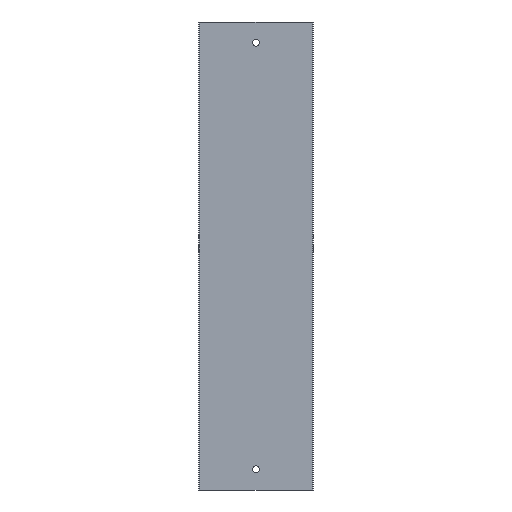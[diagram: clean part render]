
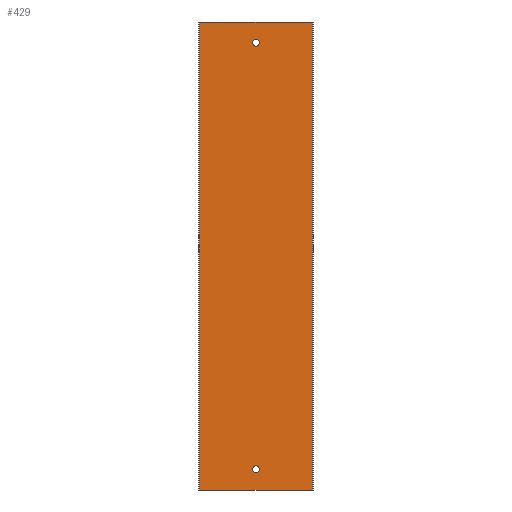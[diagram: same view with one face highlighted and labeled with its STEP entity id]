
A CAD part, front view. The second image highlights one B-rep face of the part: STEP entity #429.
In plain terms, the highlighted planar face has unit normal (0, -1, 0).
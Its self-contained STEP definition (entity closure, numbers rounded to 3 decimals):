
#6 = ORIENTED_EDGE ( 'NONE', *, *, #267, .T. ) ;
#19 = ORIENTED_EDGE ( 'NONE', *, *, #263, .T. ) ;
#22 = LINE ( 'NONE', #117, #29 ) ;
#25 = CIRCLE ( 'NONE', #260, 2.5 ) ;
#26 = LINE ( 'NONE', #116, #27 ) ;
#27 = VECTOR ( 'NONE', #115, 1000. ) ;
#29 = VECTOR ( 'NONE', #118, 1000. ) ;
#31 = LINE ( 'NONE', #120, #33 ) ;
#32 = CIRCLE ( 'NONE', #259, 2.5 ) ;
#33 = VECTOR ( 'NONE', #130, 1000. ) ;
#55 = DIRECTION ( 'NONE',  ( 0., 0., -1. ) ) ;
#67 = CARTESIAN_POINT ( 'NONE',  ( -41., 0., 0. ) ) ;
#68 = CARTESIAN_POINT ( 'NONE',  ( -41., 0., 340. ) ) ;
#69 = CARTESIAN_POINT ( 'NONE',  ( 41., 0., 0. ) ) ;
#74 = CARTESIAN_POINT ( 'NONE',  ( 41., 0., 340. ) ) ;
#92 = DIRECTION ( 'NONE',  ( 0., 1., 0. ) ) ;
#95 = CARTESIAN_POINT ( 'NONE',  ( -41., 0., 340. ) ) ;
#97 = PLANE ( 'NONE',  #252 ) ;
#99 = DIRECTION ( 'NONE',  ( 0., 0., 1. ) ) ;
#115 = DIRECTION ( 'NONE',  ( 1., 0., 0. ) ) ;
#116 = CARTESIAN_POINT ( 'NONE',  ( -41., 0., 340. ) ) ;
#117 = CARTESIAN_POINT ( 'NONE',  ( -41., 0., 0. ) ) ;
#118 = DIRECTION ( 'NONE',  ( 1., 0., 0. ) ) ;
#120 = CARTESIAN_POINT ( 'NONE',  ( -41., 0., 340. ) ) ;
#122 = CARTESIAN_POINT ( 'NONE',  ( 0., 0., 15. ) ) ;
#123 = DIRECTION ( 'NONE',  ( 0., -1., 0. ) ) ;
#124 = DIRECTION ( 'NONE',  ( 0., 0., 1. ) ) ;
#125 = CARTESIAN_POINT ( 'NONE',  ( 0., 0., 325. ) ) ;
#126 = DIRECTION ( 'NONE',  ( 0., -1., 0. ) ) ;
#127 = DIRECTION ( 'NONE',  ( 0., 0., 1. ) ) ;
#130 = DIRECTION ( 'NONE',  ( 0., 0., -1. ) ) ;
#147 = CARTESIAN_POINT ( 'NONE',  ( 41., 0., 340. ) ) ;
#201 = CARTESIAN_POINT ( 'NONE',  ( 0., 0., 327.5 ) ) ;
#202 = CARTESIAN_POINT ( 'NONE',  ( 0., 0., 17.5 ) ) ;
#252 = AXIS2_PLACEMENT_3D ( 'NONE', #95, #92, #99 ) ;
#259 = AXIS2_PLACEMENT_3D ( 'NONE', #125, #126, #127 ) ;
#260 = AXIS2_PLACEMENT_3D ( 'NONE', #122, #123, #124 ) ;
#262 = EDGE_CURVE ( 'NONE', #332, #342, #26, .T. ) ;
#263 = EDGE_CURVE ( 'NONE', #331, #335, #22, .T. ) ;
#264 = EDGE_CURVE ( 'NONE', #421, #421, #25, .T. ) ;
#265 = EDGE_CURVE ( 'NONE', #422, #422, #32, .T. ) ;
#267 = EDGE_CURVE ( 'NONE', #332, #331, #31, .T. ) ;
#284 = EDGE_CURVE ( 'NONE', #342, #335, #383, .T. ) ;
#297 = ORIENTED_EDGE ( 'NONE', *, *, #284, .F. ) ;
#298 = ORIENTED_EDGE ( 'NONE', *, *, #264, .F. ) ;
#321 = ORIENTED_EDGE ( 'NONE', *, *, #262, .F. ) ;
#324 = ORIENTED_EDGE ( 'NONE', *, *, #265, .F. ) ;
#331 = VERTEX_POINT ( 'NONE', #67 ) ;
#332 = VERTEX_POINT ( 'NONE', #68 ) ;
#335 = VERTEX_POINT ( 'NONE', #69 ) ;
#342 = VERTEX_POINT ( 'NONE', #74 ) ;
#355 = EDGE_LOOP ( 'NONE', ( #324 ) ) ;
#358 = EDGE_LOOP ( 'NONE', ( #298 ) ) ;
#360 = EDGE_LOOP ( 'NONE', ( #19, #297, #321, #6 ) ) ;
#383 = LINE ( 'NONE', #147, #394 ) ;
#391 = FACE_OUTER_BOUND ( 'NONE', #360, .T. ) ;
#394 = VECTOR ( 'NONE', #55, 1000. ) ;
#401 = FACE_BOUND ( 'NONE', #355, .T. ) ;
#410 = FACE_BOUND ( 'NONE', #358, .T. ) ;
#421 = VERTEX_POINT ( 'NONE', #202 ) ;
#422 = VERTEX_POINT ( 'NONE', #201 ) ;
#429 = ADVANCED_FACE ( 'NONE', ( #401, #410, #391 ), #97, .F. ) ;
